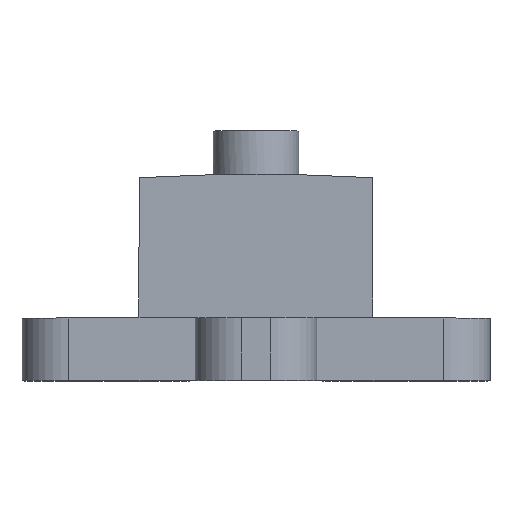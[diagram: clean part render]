
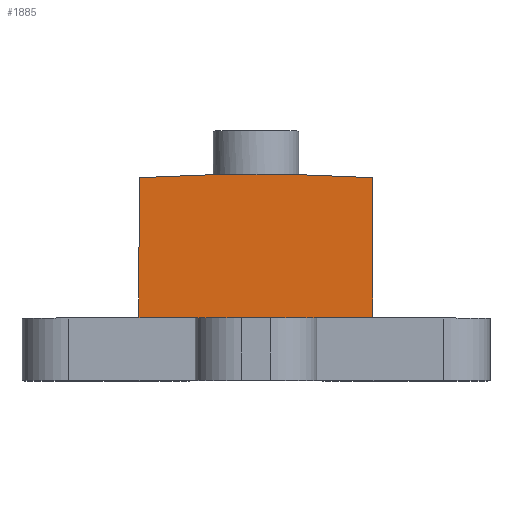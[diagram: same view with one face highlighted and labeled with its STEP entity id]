
A CAD part, top view. The second image highlights one B-rep face of the part: STEP entity #1885.
In plain terms, the highlighted planar face has unit normal (0, 0, 1).
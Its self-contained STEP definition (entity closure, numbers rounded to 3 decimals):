
#24 = CARTESIAN_POINT ( 'NONE',  ( 0., -111.775, 5.9 ) ) ;
#47 = VECTOR ( 'NONE', #1187, 1000. ) ;
#139 = CIRCLE ( 'NONE', #1760, 125. ) ;
#220 = ORIENTED_EDGE ( 'NONE', *, *, #400, .T. ) ;
#238 = VERTEX_POINT ( 'NONE', #803 ) ;
#313 = DIRECTION ( 'NONE',  ( 0., -1., 0. ) ) ;
#400 = EDGE_CURVE ( 'NONE', #958, #238, #740, .T. ) ;
#420 = ORIENTED_EDGE ( 'NONE', *, *, #1521, .T. ) ;
#433 = CARTESIAN_POINT ( 'NONE',  ( -7.5, 4., 5.9 ) ) ;
#445 = DIRECTION ( 'NONE',  ( -1., 0., 0. ) ) ;
#456 = PLANE ( 'NONE',  #580 ) ;
#580 = AXIS2_PLACEMENT_3D ( 'NONE', #1043, #867, #445 ) ;
#595 = CARTESIAN_POINT ( 'NONE',  ( -7.5, 14., 5.9 ) ) ;
#631 = EDGE_CURVE ( 'NONE', #899, #958, #139, .T. ) ;
#650 = CARTESIAN_POINT ( 'NONE',  ( 7.5, 4., 5.9 ) ) ;
#696 = DIRECTION ( 'NONE',  ( -1., 0., 0. ) ) ;
#722 = EDGE_LOOP ( 'NONE', ( #788, #1531, #220, #420 ) ) ;
#740 = LINE ( 'NONE', #595, #47 ) ;
#782 = CARTESIAN_POINT ( 'NONE',  ( 7.5, 14., 5.9 ) ) ;
#788 = ORIENTED_EDGE ( 'NONE', *, *, #1287, .F. ) ;
#803 = CARTESIAN_POINT ( 'NONE',  ( -7.5, 4., 5.9 ) ) ;
#867 = DIRECTION ( 'NONE',  ( 0., 0., -1. ) ) ;
#899 = VERTEX_POINT ( 'NONE', #1077 ) ;
#921 = VECTOR ( 'NONE', #313, 1000. ) ;
#958 = VERTEX_POINT ( 'NONE', #1708 ) ;
#1000 = DIRECTION ( 'NONE',  ( 1., 0., 0. ) ) ;
#1012 = VECTOR ( 'NONE', #1000, 1000. ) ;
#1043 = CARTESIAN_POINT ( 'NONE',  ( -7.5, 14., 5.9 ) ) ;
#1077 = CARTESIAN_POINT ( 'NONE',  ( 7.5, 13., 5.9 ) ) ;
#1187 = DIRECTION ( 'NONE',  ( 0., -1., 0. ) ) ;
#1257 = VERTEX_POINT ( 'NONE', #650 ) ;
#1287 = EDGE_CURVE ( 'NONE', #899, #1257, #1526, .T. ) ;
#1337 = LINE ( 'NONE', #433, #1012 ) ;
#1358 = FACE_OUTER_BOUND ( 'NONE', #722, .T. ) ;
#1521 = EDGE_CURVE ( 'NONE', #238, #1257, #1337, .T. ) ;
#1526 = LINE ( 'NONE', #782, #921 ) ;
#1531 = ORIENTED_EDGE ( 'NONE', *, *, #631, .T. ) ;
#1708 = CARTESIAN_POINT ( 'NONE',  ( -7.5, 13., 5.9 ) ) ;
#1760 = AXIS2_PLACEMENT_3D ( 'NONE', #24, #1956, #696 ) ;
#1885 = ADVANCED_FACE ( 'NONE', ( #1358 ), #456, .F. ) ;
#1956 = DIRECTION ( 'NONE',  ( 0., 0., 1. ) ) ;
